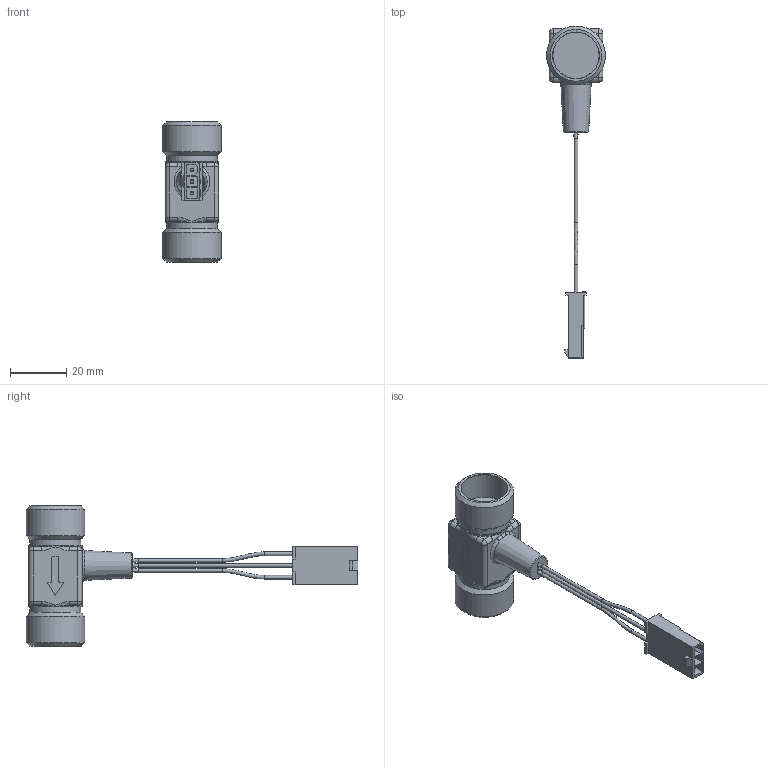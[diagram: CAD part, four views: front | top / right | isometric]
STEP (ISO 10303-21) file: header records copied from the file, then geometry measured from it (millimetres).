
FILE_DESCRIPTION(/* description */ (''),/* implementation_level */ '2;1');
FILE_NAME(/* name */ 'VY1030MAHNX1A3_STEP.stp',/* time_stamp */ '2020-02-06T16:35:58+01:00',/* author */ ('grass'),/* organization */ (''),/* preprocessor_version */ 'ST-DEVELOPER v15.2',/* originating_system */ 'Autodesk Inventor 2014',/* authorisation */ '');
FILE_SCHEMA (('AUTOMOTIVE_DESIGN { 1 0 10303 214 3 1 1 }'));
Length unit declared in the file: millimetre
Products named in the file (1): Bauteil
Bounding box: 20.95 x 118.43 x 50 mm (x, y, z)
Volume: 17012.6 mm3; surface area: 9317.7 mm2
Topology: 2 solids, 2 shells, 634 faces, 1649 edges, 1017 vertices
Faces by surface type: plane 360, cylinder 146, bspline 110, cone 8, sphere 8, torus 2
Full cylindrical faces by diameter (mm): 0.65 x5, 0.66 x5, 1.3 x5, 13 x1, 16.5 x1, 18.2 x2, 19 x2, 20.955 x2
Entity records: 26383 total; most frequent: CARTESIAN_POINT 11068, ORIENTED_EDGE 3172, DIRECTION 2695, EDGE_CURVE 1586, LINE 1055, VECTOR 1055, VERTEX_POINT 1009, AXIS2_PLACEMENT_3D 820
